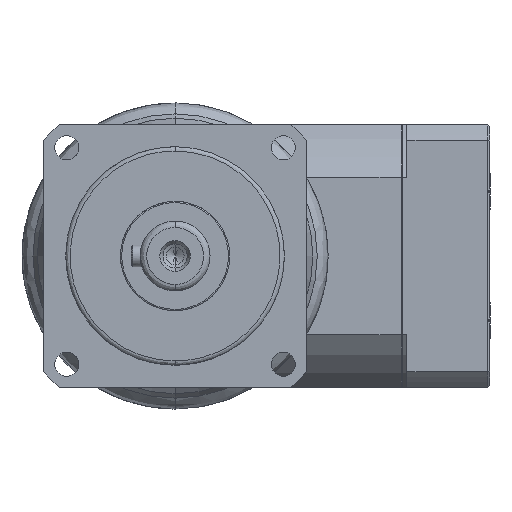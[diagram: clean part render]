
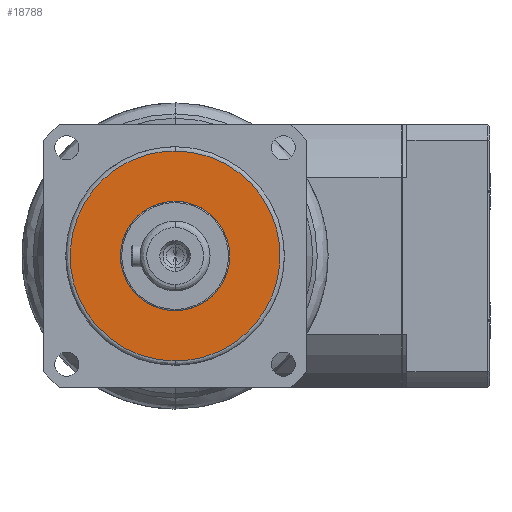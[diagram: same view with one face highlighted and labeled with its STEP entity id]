
A CAD part, left-side view. The second image highlights one B-rep face of the part: STEP entity #18788.
In plain terms, the highlighted planar face has unit normal (-1, 0, 0).
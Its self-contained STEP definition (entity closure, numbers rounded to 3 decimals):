
#339 = EDGE_CURVE ( 'NONE', #12574, #12041, #19990, .T. ) ;
#463 = CIRCLE ( 'NONE', #19918, 12.5 ) ;
#543 = EDGE_CURVE ( 'NONE', #16369, #7072, #12486, .T. ) ;
#590 = CARTESIAN_POINT ( 'NONE',  ( 30., 48., 24. ) ) ;
#776 = DIRECTION ( 'NONE',  ( -1., 0., 0. ) ) ;
#851 = ORIENTED_EDGE ( 'NONE', *, *, #2756, .F. ) ;
#1380 = ORIENTED_EDGE ( 'NONE', *, *, #543, .F. ) ;
#2756 = EDGE_CURVE ( 'NONE', #7072, #16369, #3296, .T. ) ;
#2990 = CARTESIAN_POINT ( 'NONE',  ( 30., 0., -12.5 ) ) ;
#3296 =( BOUNDED_CURVE ( )  B_SPLINE_CURVE ( 3, ( #21747, #11272, #590, #13044 ),
 .UNSPECIFIED., .F., .F. ) 
 B_SPLINE_CURVE_WITH_KNOTS ( ( 4, 4 ),
 ( 0.75, 1.25 ),
 .UNSPECIFIED. ) 
 CURVE ( )  GEOMETRIC_REPRESENTATION_ITEM ( )  RATIONAL_B_SPLINE_CURVE ( ( 1., 0.333, 0.333, 1. ) ) 
 REPRESENTATION_ITEM ( '' )  );
#4326 = PLANE ( 'NONE',  #6633 ) ;
#5525 = CARTESIAN_POINT ( 'NONE',  ( 30., 0., 0. ) ) ;
#6262 = CARTESIAN_POINT ( 'NONE',  ( 30., 0., -24. ) ) ;
#6633 = AXIS2_PLACEMENT_3D ( 'NONE', #11455, #776, #13237 ) ;
#6781 = ORIENTED_EDGE ( 'NONE', *, *, #7676, .T. ) ;
#7072 = VERTEX_POINT ( 'NONE', #6262 ) ;
#7322 = DIRECTION ( 'NONE',  ( 0., 0., -1. ) ) ;
#7676 = EDGE_CURVE ( 'NONE', #12041, #12574, #463, .T. ) ;
#9438 = CARTESIAN_POINT ( 'NONE',  ( 30., 0., 12.5 ) ) ;
#10396 = AXIS2_PLACEMENT_3D ( 'NONE', #18229, #18159, #17925 ) ;
#11272 = CARTESIAN_POINT ( 'NONE',  ( 30., 48., -24. ) ) ;
#11455 = CARTESIAN_POINT ( 'NONE',  ( 30., 25., 0. ) ) ;
#11586 = EDGE_LOOP ( 'NONE', ( #851, #1380 ) ) ;
#12041 = VERTEX_POINT ( 'NONE', #9438 ) ;
#12486 =( BOUNDED_CURVE ( )  B_SPLINE_CURVE ( 3, ( #20430, #21881, #20517, #20282 ),
 .UNSPECIFIED., .F., .F. ) 
 B_SPLINE_CURVE_WITH_KNOTS ( ( 4, 4 ),
 ( 0.25, 0.75 ),
 .UNSPECIFIED. ) 
 CURVE ( )  GEOMETRIC_REPRESENTATION_ITEM ( )  RATIONAL_B_SPLINE_CURVE ( ( 1., 0.333, 0.333, 1. ) ) 
 REPRESENTATION_ITEM ( '' )  );
#12574 = VERTEX_POINT ( 'NONE', #2990 ) ;
#13044 = CARTESIAN_POINT ( 'NONE',  ( 30., 0., 24. ) ) ;
#13237 = DIRECTION ( 'NONE',  ( 0., 0., 1. ) ) ;
#13555 = FACE_BOUND ( 'NONE', #22026, .T. ) ;
#15975 = CARTESIAN_POINT ( 'NONE',  ( 30., 0., 24. ) ) ;
#16369 = VERTEX_POINT ( 'NONE', #15975 ) ;
#16674 = ORIENTED_EDGE ( 'NONE', *, *, #339, .T. ) ;
#17834 = DIRECTION ( 'NONE',  ( 1., 0., 0. ) ) ;
#17925 = DIRECTION ( 'NONE',  ( 0., 0., -1. ) ) ;
#18159 = DIRECTION ( 'NONE',  ( 1., 0., 0. ) ) ;
#18229 = CARTESIAN_POINT ( 'NONE',  ( 30., 0., 0. ) ) ;
#18788 = ADVANCED_FACE ( 'NONE', ( #13555, #21723 ), #4326, .T. ) ;
#19918 = AXIS2_PLACEMENT_3D ( 'NONE', #5525, #17834, #7322 ) ;
#19990 = CIRCLE ( 'NONE', #10396, 12.5 ) ;
#20282 = CARTESIAN_POINT ( 'NONE',  ( 30., 0., -24. ) ) ;
#20430 = CARTESIAN_POINT ( 'NONE',  ( 30., 0., 24. ) ) ;
#20517 = CARTESIAN_POINT ( 'NONE',  ( 30., -48., -24. ) ) ;
#21723 = FACE_OUTER_BOUND ( 'NONE', #11586, .T. ) ;
#21747 = CARTESIAN_POINT ( 'NONE',  ( 30., 0., -24. ) ) ;
#21881 = CARTESIAN_POINT ( 'NONE',  ( 30., -48., 24. ) ) ;
#22026 = EDGE_LOOP ( 'NONE', ( #16674, #6781 ) ) ;
